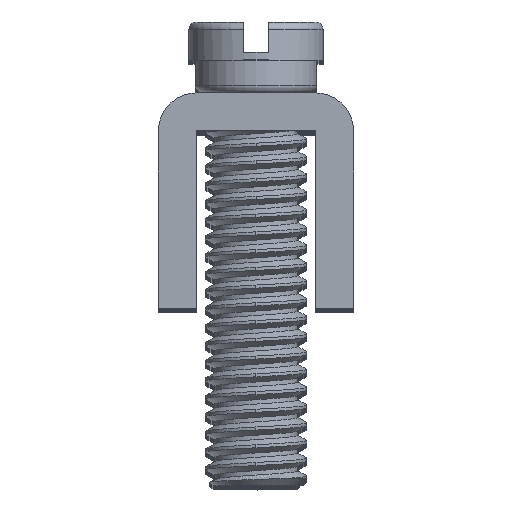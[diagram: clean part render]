
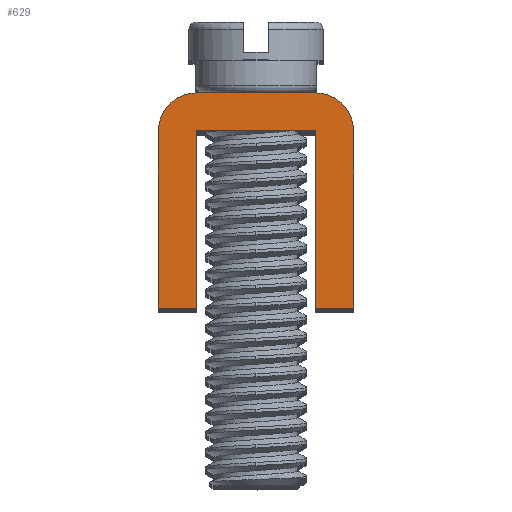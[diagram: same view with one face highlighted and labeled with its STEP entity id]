
A CAD part, top view. The second image highlights one B-rep face of the part: STEP entity #629.
In plain terms, the highlighted planar face has unit normal (0, 0, 1).
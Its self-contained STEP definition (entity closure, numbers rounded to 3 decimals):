
#629=ADVANCED_FACE('',(#1285),#1037,.T.);
#1037=PLANE('',#7206);
#1285=FACE_OUTER_BOUND('',#1631,.T.);
#1631=EDGE_LOOP('',(#2361,#2362,#2363,#2364,#2365,#2366,#2367,#2368,#2369,
#2370));
#2129=CIRCLE('',#7204,1.5);
#2130=CIRCLE('',#7205,1.5);
#2361=ORIENTED_EDGE('',*,*,#5039,.T.);
#2362=ORIENTED_EDGE('',*,*,#5040,.T.);
#2363=ORIENTED_EDGE('',*,*,#5041,.T.);
#2364=ORIENTED_EDGE('',*,*,#5042,.T.);
#2365=ORIENTED_EDGE('',*,*,#5043,.T.);
#2366=ORIENTED_EDGE('',*,*,#5044,.T.);
#2367=ORIENTED_EDGE('',*,*,#5045,.T.);
#2368=ORIENTED_EDGE('',*,*,#5046,.T.);
#2369=ORIENTED_EDGE('',*,*,#5047,.T.);
#2370=ORIENTED_EDGE('',*,*,#5048,.T.);
#4357=VERTEX_POINT('',#9586);
#4358=VERTEX_POINT('',#9587);
#4359=VERTEX_POINT('',#9589);
#4360=VERTEX_POINT('',#9591);
#4361=VERTEX_POINT('',#9593);
#4362=VERTEX_POINT('',#9595);
#4363=VERTEX_POINT('',#9597);
#4364=VERTEX_POINT('',#9599);
#4365=VERTEX_POINT('',#9601);
#4366=VERTEX_POINT('',#9603);
#5039=EDGE_CURVE('',#4357,#4358,#6035,.T.);
#5040=EDGE_CURVE('',#4358,#4359,#6036,.T.);
#5041=EDGE_CURVE('',#4359,#4360,#6037,.T.);
#5042=EDGE_CURVE('',#4360,#4361,#6038,.T.);
#5043=EDGE_CURVE('',#4361,#4362,#2129,.T.);
#5044=EDGE_CURVE('',#4362,#4363,#6039,.T.);
#5045=EDGE_CURVE('',#4363,#4364,#2130,.T.);
#5046=EDGE_CURVE('',#4364,#4365,#6040,.T.);
#5047=EDGE_CURVE('',#4365,#4366,#6041,.T.);
#5048=EDGE_CURVE('',#4366,#4357,#6042,.T.);
#6035=LINE('',#9585,#6623);
#6036=LINE('',#9588,#6624);
#6037=LINE('',#9590,#6625);
#6038=LINE('',#9592,#6626);
#6039=LINE('',#9596,#6627);
#6040=LINE('',#9600,#6628);
#6041=LINE('',#9602,#6629);
#6042=LINE('',#9604,#6630);
#6623=VECTOR('',#7810,1.);
#6624=VECTOR('',#7811,1.);
#6625=VECTOR('',#7812,1.);
#6626=VECTOR('',#7813,1.);
#6627=VECTOR('',#7816,1.);
#6628=VECTOR('',#7819,1.);
#6629=VECTOR('',#7820,1.);
#6630=VECTOR('',#7821,1.);
#7204=AXIS2_PLACEMENT_3D('',#9594,#7814,#7815);
#7205=AXIS2_PLACEMENT_3D('',#9598,#7817,#7818);
#7206=AXIS2_PLACEMENT_3D('',#9605,#7822,#7823);
#7810=DIRECTION('',(1.,0.,0.));
#7811=DIRECTION('',(0.,-1.,0.));
#7812=DIRECTION('',(1.,0.,0.));
#7813=DIRECTION('',(0.,1.,0.));
#7814=DIRECTION('',(0.,0.,1.));
#7815=DIRECTION('',(1.,0.,0.));
#7816=DIRECTION('',(-1.,0.,0.));
#7817=DIRECTION('',(0.,0.,1.));
#7818=DIRECTION('',(1.,0.,0.));
#7819=DIRECTION('',(0.,-1.,0.));
#7820=DIRECTION('',(1.,0.,0.));
#7821=DIRECTION('',(0.,1.,0.));
#7822=DIRECTION('',(0.,0.,1.));
#7823=DIRECTION('',(1.,0.,0.));
#9585=CARTESIAN_POINT('',(42.338,165.101,0.));
#9586=CARTESIAN_POINT('',(42.338,165.101,0.));
#9587=CARTESIAN_POINT('',(47.038,165.101,0.));
#9588=CARTESIAN_POINT('',(47.038,165.101,0.));
#9589=CARTESIAN_POINT('',(47.038,158.101,0.));
#9590=CARTESIAN_POINT('',(47.038,158.101,0.));
#9591=CARTESIAN_POINT('',(48.538,158.101,0.));
#9592=CARTESIAN_POINT('',(48.538,158.101,0.));
#9593=CARTESIAN_POINT('',(48.538,165.101,0.));
#9594=CARTESIAN_POINT('',(47.038,165.101,0.));
#9595=CARTESIAN_POINT('',(47.038,166.601,0.));
#9596=CARTESIAN_POINT('',(47.038,166.601,0.));
#9597=CARTESIAN_POINT('',(42.338,166.601,0.));
#9598=CARTESIAN_POINT('',(42.338,165.101,0.));
#9599=CARTESIAN_POINT('',(40.838,165.101,0.));
#9600=CARTESIAN_POINT('',(40.838,165.101,0.));
#9601=CARTESIAN_POINT('',(40.838,158.101,0.));
#9602=CARTESIAN_POINT('',(40.838,158.101,0.));
#9603=CARTESIAN_POINT('',(42.338,158.101,0.));
#9604=CARTESIAN_POINT('',(42.338,158.101,0.));
#9605=CARTESIAN_POINT('',(47.038,165.101,0.));
